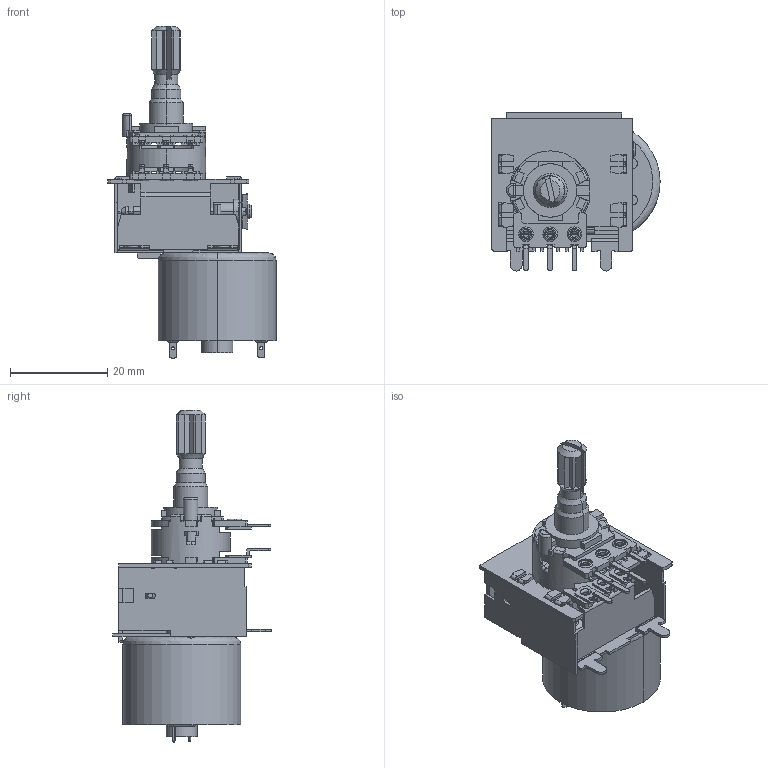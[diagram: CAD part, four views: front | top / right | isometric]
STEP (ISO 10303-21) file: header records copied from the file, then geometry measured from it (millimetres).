
FILE_DESCRIPTION (( 'STEP AP214' ), '1' );
FILE_NAME ('PRM162-K420K-XXXXX.STEP', '2023-01-07T13:31:38', ( '' ), ( '' ), 'SwSTEP 2.0', 'SolidWorks 2022', '' );
FILE_SCHEMA (( 'AUTOMOTIVE_DESIGN' ));
Length unit declared in the file: inch
Products named in the file (1): PRM162-K420K-XXXXX
Bounding box: 34.62 x 32.55 x 68.35 mm (x, y, z)
Surface area: 11232.9 mm2 (no closed solid volume)
Topology: 0 solids, 9 shells, 1130 faces, 3125 edges, 2000 vertices
Faces by surface type: plane 685, cylinder 348, bspline 57, cone 36, torus 4
Entity records: 44414 total; most frequent: CARTESIAN_POINT 8514, DIRECTION 6145, ORIENTED_EDGE 6127, EDGE_CURVE 3123, AXIS2_PLACEMENT_3D 2099, VERTEX_POINT 2001, VECTOR 1947, LINE 1947
